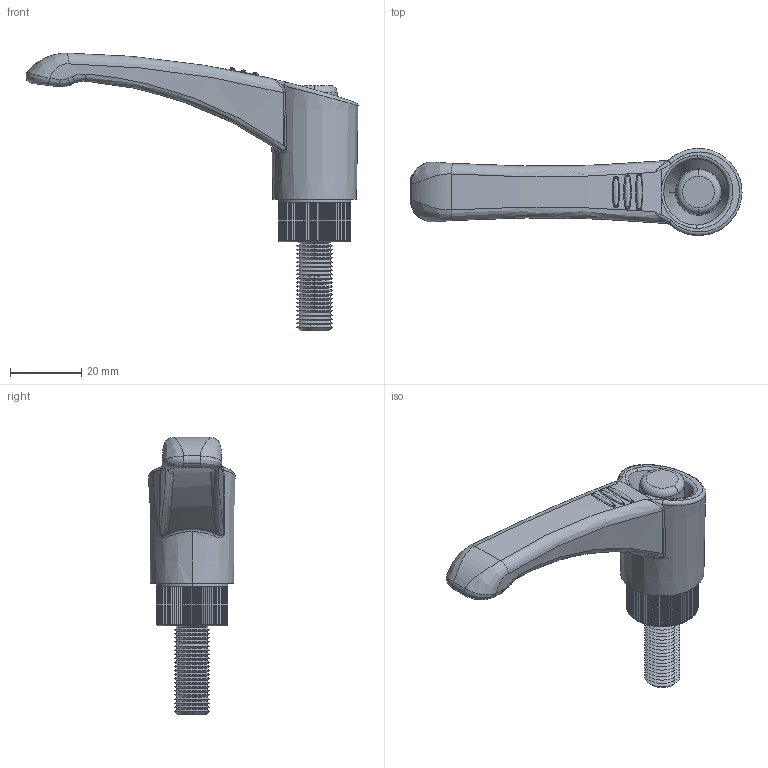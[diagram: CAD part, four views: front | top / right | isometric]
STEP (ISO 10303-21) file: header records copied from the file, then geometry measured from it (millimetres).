
FILE_DESCRIPTION(('STEP AP214'),'1');
FILE_NAME('C_0400_84316.stp','2017-01-12T10:43:58',(' '),(' '),'Spatial InterOp 3D',' ',' ');
FILE_SCHEMA(('automotive_design'));
Length unit declared in the file: metre
Products named in the file (5): C_0400_84316; Solido; Componente1; Componente2; Componente3
Assembly tree (4 placements, depth 2):
  C_0400_84316
    Solido
    Componente1
    Componente2
    Componente3
Bounding box: 93.34 x 24.47 x 78.07 mm (x, y, z)
Volume: 30010.8 mm3; surface area: 10405.1 mm2
Topology: 4 solids, 4 shells, 610 faces, 1319 edges, 718 vertices
Faces by surface type: plane 410, cone 88, cylinder 55, bspline 53, torus 4
Entity records: 43656 total; most frequent: CARTESIAN_POINT 25627, DIRECTION 2804, ORIENTED_EDGE 2634, EDGE_CURVE 1317, AXIS2_PLACEMENT_3D 1030, LINE 744, VECTOR 744, VERTEX_POINT 718
